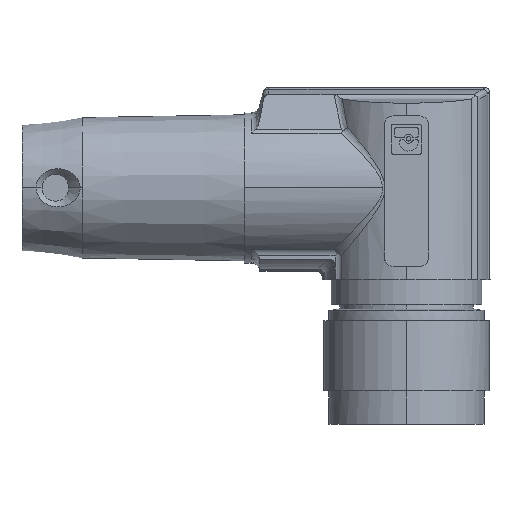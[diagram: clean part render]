
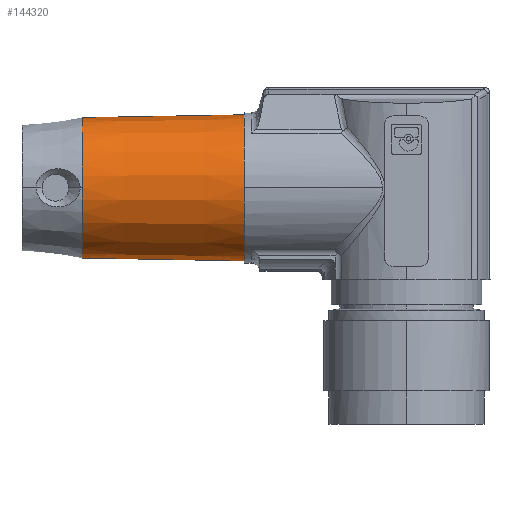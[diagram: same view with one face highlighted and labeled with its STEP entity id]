
A CAD part, left-side view. The second image highlights one B-rep face of the part: STEP entity #144320.
In plain terms, the highlighted conical face has half-angle 1 degrees and reference radius 4.369 mm.
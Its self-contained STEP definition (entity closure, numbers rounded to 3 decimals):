
#115420=CARTESIAN_POINT('',(16.265,34.978,
34.6));
#115430=VERTEX_POINT('',#115420);
#118740=CARTESIAN_POINT('',(20.465,34.978,
34.6));
#118750=DIRECTION('',(0.,0.,1.));
#118760=DIRECTION('',(-1.,0.,0.));
#118770=AXIS2_PLACEMENT_3D('',#118740,#118750,#118760);
#118780=CIRCLE('',#118770,4.2);
#118790=CARTESIAN_POINT('',(20.465,30.778,
34.6));
#118800=VERTEX_POINT('',#118790);
#118830=EDGE_CURVE('',#115430,#118800,#118780,.T.);
#131800=CARTESIAN_POINT('',(20.465,34.978,24.9));
#131810=DIRECTION('',(0.,0.,-1.));
#131820=DIRECTION('',(0.,-1.,0.));
#131830=AXIS2_PLACEMENT_3D('',#131800,#131810,#131820);
#131840=CONICAL_SURFACE('',#131830,4.369,0.017);
#131850=CARTESIAN_POINT('',(20.465,30.609,24.9));
#131860=DIRECTION('',(0.,-0.017,
-1.));
#131870=VECTOR('',#131860,1.);
#131880=LINE('',#131850,#131870);
#131890=CARTESIAN_POINT('',(20.465,30.609,24.9));
#131900=VERTEX_POINT('',#131890);
#131910=EDGE_CURVE('',#118800,#131900,#131880,.T.);
#131940=CARTESIAN_POINT('',(20.465,39.178,
34.6));
#131950=VERTEX_POINT('',#131940);
#131980=CARTESIAN_POINT('',(20.465,39.347,24.9));
#131990=DIRECTION('',(0.,0.017,
-1.));
#132000=VECTOR('',#131990,1.);
#132010=LINE('',#131980,#132000);
#132020=CARTESIAN_POINT('',(20.465,39.347,24.9));
#132030=VERTEX_POINT('',#132020);
#132040=EDGE_CURVE('',#131950,#132030,#132010,.T.);
#132060=CARTESIAN_POINT('',(20.465,34.978,24.9));
#132070=DIRECTION('',(0.,0.,-1.));
#132080=DIRECTION('',(0.,-1.,0.));
#132090=AXIS2_PLACEMENT_3D('',#132060,#132070,#132080);
#132100=CIRCLE('',#132090,4.369);
#132370=EDGE_CURVE('',#131900,#132030,#132100,.T.);
#144100=EDGE_CURVE('',#131950,#115430,#118780,.T.);
#144250=ORIENTED_EDGE('',*,*,#131910,.F.);
#144260=ORIENTED_EDGE('',*,*,#132370,.F.);
#144270=ORIENTED_EDGE('',*,*,#132040,.T.);
#144280=ORIENTED_EDGE('',*,*,#144100,.F.);
#144290=ORIENTED_EDGE('',*,*,#118830,.F.);
#144300=EDGE_LOOP('',(#144290,#144280,#144270,#144260,#144250));
#144310=FACE_OUTER_BOUND('',#144300,.T.);
#144320=ADVANCED_FACE('',(#144310),#131840,.T.);
